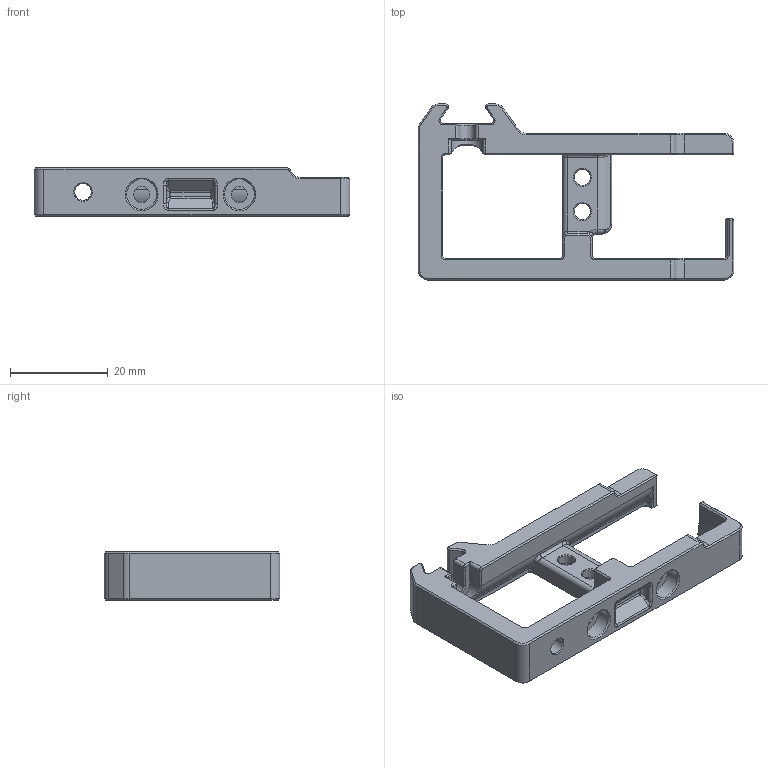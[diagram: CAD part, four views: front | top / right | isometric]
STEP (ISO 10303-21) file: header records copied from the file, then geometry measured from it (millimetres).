
FILE_DESCRIPTION(/* description */ ('STEP AP242','CAx-IF Rec.Pracs.---Representation and Presentation of Product Manufacturing Information (PMI)---4.0---2014-10-13','CAx-IF Rec.Pracs.---3D Tessellated Geometry---0.4---2014-09-14','2;1'),/* implementation_level */ '2;1');
FILE_NAME(/* name */ '6619c59b5ff8d32d87ef51da',/* time_stamp */ '2024-04-12T23:37:00Z',/* author */ (''),/* organization */ (''),/* preprocessor_version */ 'ST-DEVELOPER v20',/* originating_system */ ' ',/* authorisation */ ' ');
FILE_SCHEMA (('AP242_MANAGED_MODEL_BASED_3D_ENGINEERING_MIM_LF { 1 0 10303 442 1 1 4 }'));
Length unit declared in the file: metre
Products named in the file (1): Part 1
Bounding box: 64.6 x 36 x 10 mm (x, y, z)
Volume: 7037.3 mm3; surface area: 5327.7 mm2
Topology: 1 solids, 1 shells, 441 faces, 1077 edges, 620 vertices
Faces by surface type: plane 173, cylinder 100, bspline 74, cone 73, torus 21
Full cylindrical faces by diameter (mm): 3.3 x4, 3.4 x1, 6 x2
Entity records: 14140 total; most frequent: CARTESIAN_POINT 4361, ORIENTED_EDGE 2078, DIRECTION 1978, EDGE_CURVE 1039, AXIS2_PLACEMENT_3D 720, VERTEX_POINT 611, LINE 538, VECTOR 538
